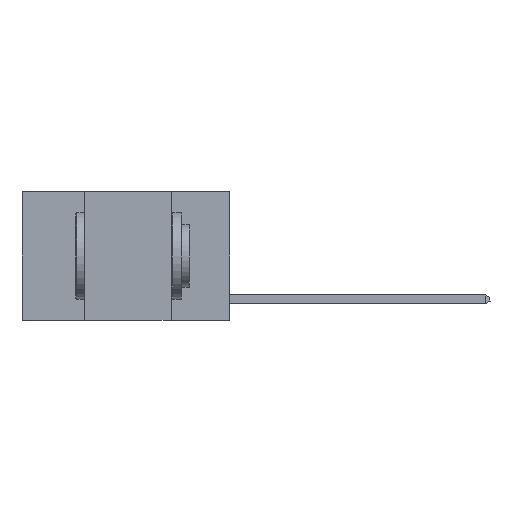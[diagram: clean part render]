
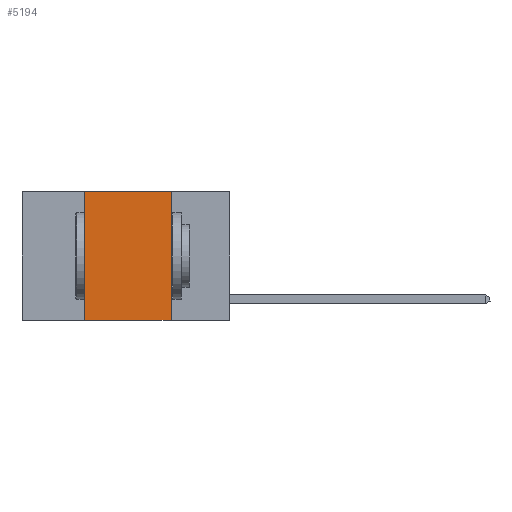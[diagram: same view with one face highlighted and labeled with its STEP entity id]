
A CAD part, left-side view. The second image highlights one B-rep face of the part: STEP entity #5194.
In plain terms, the highlighted planar face has unit normal (-1, 0, 0).
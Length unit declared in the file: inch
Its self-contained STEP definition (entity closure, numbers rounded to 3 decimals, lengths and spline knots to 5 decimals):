
#54 = DIRECTION ( 'NONE',  ( 0., 0., -1. ) ) ;
#84 = CARTESIAN_POINT ( 'NONE',  ( 0., 0.42, -0.37 ) ) ;
#588 = DIRECTION ( 'NONE',  ( 0., -1., 0. ) ) ;
#1648 = EDGE_CURVE ( 'NONE', #19767, #20152, #17003, .T. ) ;
#2455 = VERTEX_POINT ( 'NONE', #11959 ) ;
#2610 = DIRECTION ( 'NONE',  ( 0., 0., 1. ) ) ;
#2713 = VECTOR ( 'NONE', #588, 39.37008 ) ;
#3258 = AXIS2_PLACEMENT_3D ( 'NONE', #21278, #14075, #54 ) ;
#3362 = EDGE_LOOP ( 'NONE', ( #18839, #12036, #5404, #22532 ) ) ;
#4673 = CARTESIAN_POINT ( 'NONE',  ( 0., 0.17, -0.37 ) ) ;
#5194 = ADVANCED_FACE ( 'NONE', ( #22905 ), #12685, .F. ) ;
#5404 = ORIENTED_EDGE ( 'NONE', *, *, #17673, .F. ) ;
#11959 = CARTESIAN_POINT ( 'NONE',  ( 0., 0.42, 0. ) ) ;
#12036 = ORIENTED_EDGE ( 'NONE', *, *, #14226, .F. ) ;
#12118 = DIRECTION ( 'NONE',  ( 0., 0., -1. ) ) ;
#12333 = VECTOR ( 'NONE', #13369, 39.37008 ) ;
#12685 = PLANE ( 'NONE',  #3258 ) ;
#12852 = LINE ( 'NONE', #18514, #22557 ) ;
#12864 = CARTESIAN_POINT ( 'NONE',  ( 0., 0.6, 0. ) ) ;
#13369 = DIRECTION ( 'NONE',  ( 0., -1., 0. ) ) ;
#13540 = EDGE_CURVE ( 'NONE', #15734, #20152, #16867, .T. ) ;
#14075 = DIRECTION ( 'NONE',  ( 1., 0., 0. ) ) ;
#14226 = EDGE_CURVE ( 'NONE', #2455, #19767, #18093, .T. ) ;
#15734 = VERTEX_POINT ( 'NONE', #84 ) ;
#16867 = LINE ( 'NONE', #20568, #12333 ) ;
#17003 = LINE ( 'NONE', #20940, #19513 ) ;
#17673 = EDGE_CURVE ( 'NONE', #15734, #2455, #12852, .T. ) ;
#18093 = LINE ( 'NONE', #12864, #2713 ) ;
#18514 = CARTESIAN_POINT ( 'NONE',  ( 0., 0.42, 0. ) ) ;
#18839 = ORIENTED_EDGE ( 'NONE', *, *, #1648, .F. ) ;
#19366 = CARTESIAN_POINT ( 'NONE',  ( 0., 0.17, 0. ) ) ;
#19513 = VECTOR ( 'NONE', #12118, 39.37008 ) ;
#19767 = VERTEX_POINT ( 'NONE', #19366 ) ;
#20152 = VERTEX_POINT ( 'NONE', #4673 ) ;
#20568 = CARTESIAN_POINT ( 'NONE',  ( 0., 0.6, -0.37 ) ) ;
#20940 = CARTESIAN_POINT ( 'NONE',  ( 0., 0.17, 0. ) ) ;
#21278 = CARTESIAN_POINT ( 'NONE',  ( 0., 0.6, 0. ) ) ;
#22532 = ORIENTED_EDGE ( 'NONE', *, *, #13540, .T. ) ;
#22557 = VECTOR ( 'NONE', #2610, 39.37008 ) ;
#22905 = FACE_OUTER_BOUND ( 'NONE', #3362, .T. ) ;
